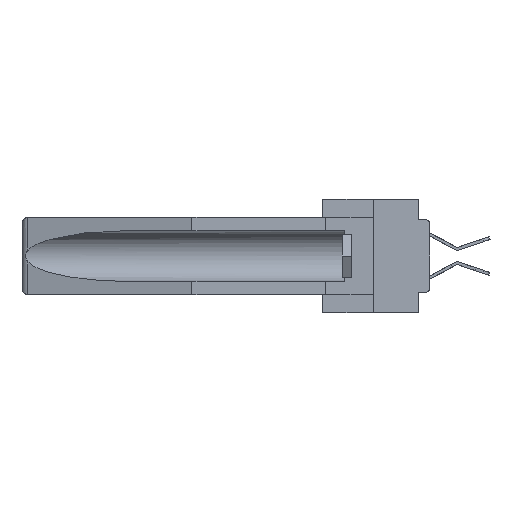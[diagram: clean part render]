
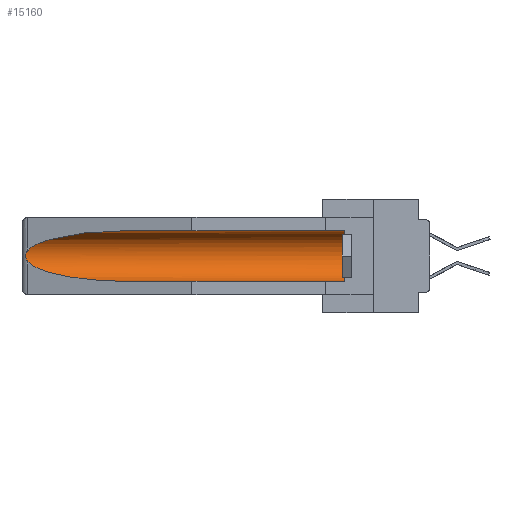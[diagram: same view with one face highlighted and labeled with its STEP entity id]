
A CAD part, left-side view. The second image highlights one B-rep face of the part: STEP entity #15160.
In plain terms, the highlighted cylindrical face has radius 2.857 mm (diameter 5.715 mm), a partial arc.
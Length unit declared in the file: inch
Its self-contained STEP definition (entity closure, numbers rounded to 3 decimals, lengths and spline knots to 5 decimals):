
#136 = CARTESIAN_POINT ( 'NONE',  ( 0.155, 1.07973, -0.059 ) ) ;
#1109 =( BOUNDED_CURVE ( )  B_SPLINE_CURVE ( 3, ( #26148, #24096, #7820, #7615 ),
 .UNSPECIFIED., .F., .T. ) 
 B_SPLINE_CURVE_WITH_KNOTS ( ( 4, 4 ),
 ( 0.1948, 1.5708 ),
 .UNSPECIFIED. ) 
 CURVE ( )  GEOMETRIC_REPRESENTATION_ITEM ( )  RATIONAL_B_SPLINE_CURVE ( ( 1., 0.848, 0.848, 1. ) ) 
 REPRESENTATION_ITEM ( '' )  );
#2061 = B_SPLINE_CURVE_WITH_KNOTS ( 'NONE', 3,
 ( #21438, #16771, #5043, #24008, #5355, #12257, #9661, #2676, #28540, #17074 ),
 .UNSPECIFIED., .F., .F.,
 ( 4, 2, 2, 2, 4 ),
 ( 0., 0.00029, 0.00058, 0.00087, 0.00117 ),
 .UNSPECIFIED. ) ;
#2335 = VERTEX_POINT ( 'NONE', #12529 ) ;
#2341 = CARTESIAN_POINT ( 'NONE',  ( 0.26537, 1.52718, -0.14972 ) ) ;
#2430 = VERTEX_POINT ( 'NONE', #13324 ) ;
#2676 = CARTESIAN_POINT ( 'NONE',  ( 0.26655, 1.53094, -0.18657 ) ) ;
#3268 = ORIENTED_EDGE ( 'NONE', *, *, #18975, .T. ) ;
#3748 = ORIENTED_EDGE ( 'NONE', *, *, #29692, .T. ) ;
#3948 = ORIENTED_EDGE ( 'NONE', *, *, #23906, .T. ) ;
#4095 = VECTOR ( 'NONE', #28321, 39.37008 ) ;
#4807 = EDGE_CURVE ( 'NONE', #2430, #10803, #24784, .T. ) ;
#5043 = CARTESIAN_POINT ( 'NONE',  ( 0.26654, 1.53092, -0.15636 ) ) ;
#5121 = FACE_OUTER_BOUND ( 'NONE', #7130, .T. ) ;
#5355 = CARTESIAN_POINT ( 'NONE',  ( 0.2675, 1.53308, -0.16763 ) ) ;
#5916 = CARTESIAN_POINT ( 'NONE',  ( 0.155, -0.30754, -0.1715 ) ) ;
#6325 = CARTESIAN_POINT ( 'NONE',  ( 0.155, -0.30754, -0.284 ) ) ;
#6393 = VERTEX_POINT ( 'NONE', #2341 ) ;
#7130 = EDGE_LOOP ( 'NONE', ( #3948, #3748, #3268, #20632, #11234, #21173 ) ) ;
#7615 = CARTESIAN_POINT ( 'NONE',  ( 0.155, 1.07973, -0.284 ) ) ;
#7706 = EDGE_CURVE ( 'NONE', #2335, #11588, #16614, .T. ) ;
#7820 = CARTESIAN_POINT ( 'NONE',  ( 0.21114, 1.30732, -0.284 ) ) ;
#8008 = CARTESIAN_POINT ( 'NONE',  ( 0.26537, 1.52718, -0.19328 ) ) ;
#9661 = CARTESIAN_POINT ( 'NONE',  ( 0.2673, 1.53269, -0.17917 ) ) ;
#10803 = VERTEX_POINT ( 'NONE', #15938 ) ;
#10854 = VECTOR ( 'NONE', #13525, 39.37008 ) ;
#11103 =( BOUNDED_CURVE ( )  B_SPLINE_CURVE ( 3, ( #20472, #22788, #30205, #18331 ),
 .UNSPECIFIED., .F., .T. ) 
 B_SPLINE_CURVE_WITH_KNOTS ( ( 4, 4 ),
 ( 4.71239, 6.08839 ),
 .UNSPECIFIED. ) 
 CURVE ( )  GEOMETRIC_REPRESENTATION_ITEM ( )  RATIONAL_B_SPLINE_CURVE ( ( 1., 0.848, 0.848, 1. ) ) 
 REPRESENTATION_ITEM ( '' )  );
#11234 = ORIENTED_EDGE ( 'NONE', *, *, #14405, .T. ) ;
#11588 = VERTEX_POINT ( 'NONE', #136 ) ;
#12257 = CARTESIAN_POINT ( 'NONE',  ( 0.2675, 1.53308, -0.17534 ) ) ;
#12529 = CARTESIAN_POINT ( 'NONE',  ( 0.155, 0.126, -0.059 ) ) ;
#13324 = CARTESIAN_POINT ( 'NONE',  ( 0.155, 0.126, -0.284 ) ) ;
#13525 = DIRECTION ( 'NONE',  ( 0., 1., 0. ) ) ;
#14384 = CARTESIAN_POINT ( 'NONE',  ( 0.155, -0.30754, -0.059 ) ) ;
#14405 = EDGE_CURVE ( 'NONE', #2430, #2335, #19098, .T. ) ;
#15160 = ADVANCED_FACE ( 'NONE', ( #5121 ), #23410, .F. ) ;
#15823 = DIRECTION ( 'NONE',  ( 0., -1., 0. ) ) ;
#15938 = CARTESIAN_POINT ( 'NONE',  ( 0.155, 1.07973, -0.284 ) ) ;
#16614 = LINE ( 'NONE', #14384, #4095 ) ;
#16771 = CARTESIAN_POINT ( 'NONE',  ( 0.26597, 1.52961, -0.15275 ) ) ;
#17074 = CARTESIAN_POINT ( 'NONE',  ( 0.26537, 1.52718, -0.19328 ) ) ;
#18331 = CARTESIAN_POINT ( 'NONE',  ( 0.26537, 1.52718, -0.14972 ) ) ;
#18975 = EDGE_CURVE ( 'NONE', #21693, #10803, #1109, .T. ) ;
#19098 = CIRCLE ( 'NONE', #21880, 0.1125 ) ;
#19951 = DIRECTION ( 'NONE',  ( 0., 0., 1. ) ) ;
#20472 = CARTESIAN_POINT ( 'NONE',  ( 0.155, 1.07973, -0.059 ) ) ;
#20632 = ORIENTED_EDGE ( 'NONE', *, *, #4807, .F. ) ;
#21173 = ORIENTED_EDGE ( 'NONE', *, *, #7706, .T. ) ;
#21438 = CARTESIAN_POINT ( 'NONE',  ( 0.26537, 1.52718, -0.14972 ) ) ;
#21693 = VERTEX_POINT ( 'NONE', #8008 ) ;
#21880 = AXIS2_PLACEMENT_3D ( 'NONE', #27680, #15823, #23235 ) ;
#22788 = CARTESIAN_POINT ( 'NONE',  ( 0.21114, 1.30732, -0.059 ) ) ;
#23235 = DIRECTION ( 'NONE',  ( 0., 0., 1. ) ) ;
#23410 = CYLINDRICAL_SURFACE ( 'NONE', #24841, 0.1125 ) ;
#23906 = EDGE_CURVE ( 'NONE', #11588, #6393, #11103, .T. ) ;
#24008 = CARTESIAN_POINT ( 'NONE',  ( 0.2673, 1.5327, -0.16383 ) ) ;
#24096 = CARTESIAN_POINT ( 'NONE',  ( 0.25451, 1.48313, -0.24835 ) ) ;
#24784 = LINE ( 'NONE', #6325, #10854 ) ;
#24841 = AXIS2_PLACEMENT_3D ( 'NONE', #5916, #27221, #19951 ) ;
#26148 = CARTESIAN_POINT ( 'NONE',  ( 0.26537, 1.52718, -0.19328 ) ) ;
#27221 = DIRECTION ( 'NONE',  ( 0., 1., 0. ) ) ;
#27680 = CARTESIAN_POINT ( 'NONE',  ( 0.155, 0.126, -0.1715 ) ) ;
#28321 = DIRECTION ( 'NONE',  ( 0., 1., 0. ) ) ;
#28540 = CARTESIAN_POINT ( 'NONE',  ( 0.26597, 1.5296, -0.19026 ) ) ;
#29692 = EDGE_CURVE ( 'NONE', #6393, #21693, #2061, .T. ) ;
#30205 = CARTESIAN_POINT ( 'NONE',  ( 0.25451, 1.48313, -0.09465 ) ) ;
